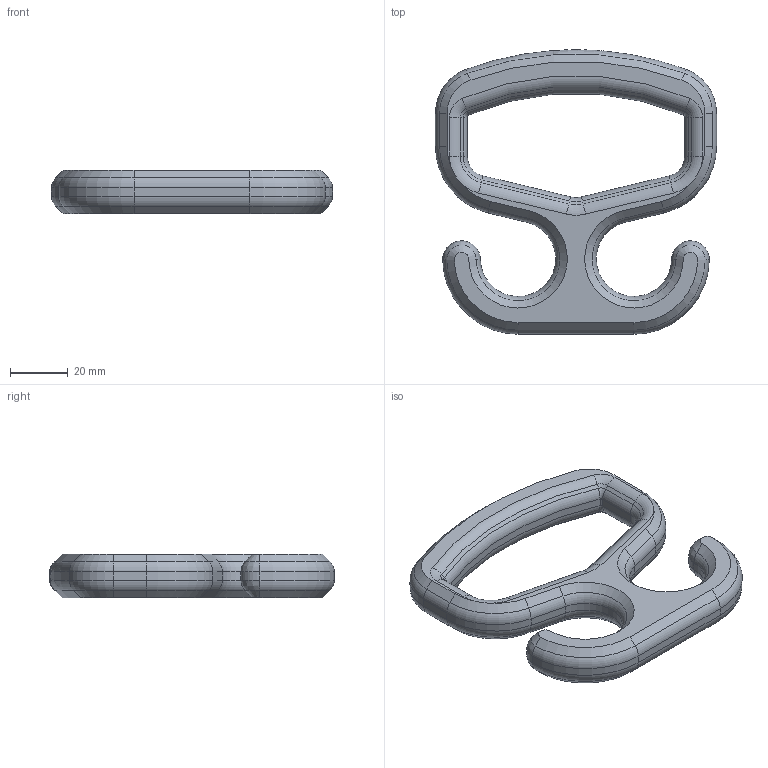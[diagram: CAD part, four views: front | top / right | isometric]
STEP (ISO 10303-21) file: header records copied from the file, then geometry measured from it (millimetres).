
FILE_DESCRIPTION(/* description */ (''),/* implementation_level */ '2;1');
FILE_NAME(/* name */ 'Bag Carrier.step',/* time_stamp */ '2022-03-09T12:35:50-04:00',/* author */ (''),/* organization */ (''),/* preprocessor_version */ 'ST-DEVELOPER v18.1',/* originating_system */ 'Autodesk Translation Framework v10.13.0.1454',/* authorisation */ '');
FILE_SCHEMA (('AUTOMOTIVE_DESIGN { 1 0 10303 214 3 1 1 }'));
Length unit declared in the file: millimetre
Products named in the file (1): bag carrier (v12~recovered)
Bounding box: 97 x 98.14 x 15 mm (x, y, z)
Volume: 59162.5 mm3; surface area: 16422.4 mm2
Topology: 1 solids, 1 shells, 227 faces, 557 edges, 330 vertices
Faces by surface type: plane 59, cylinder 56, torus 55, cone 34, bspline 23
Entity records: 7750 total; most frequent: CARTESIAN_POINT 2450, DIRECTION 1133, ORIENTED_EDGE 1114, EDGE_CURVE 557, AXIS2_PLACEMENT_3D 465, VERTEX_POINT 330, CIRCLE 240, FACE_OUTER_BOUND 227
